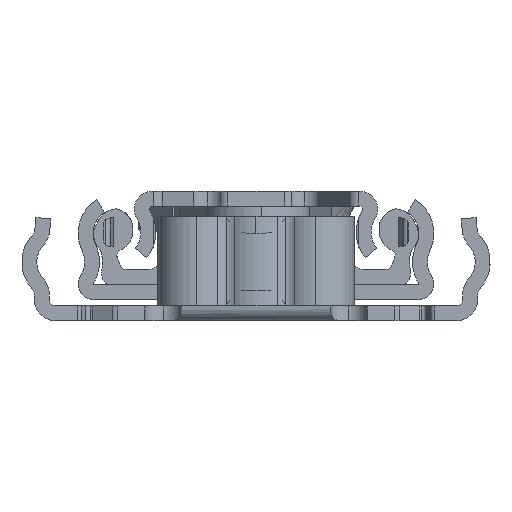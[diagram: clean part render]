
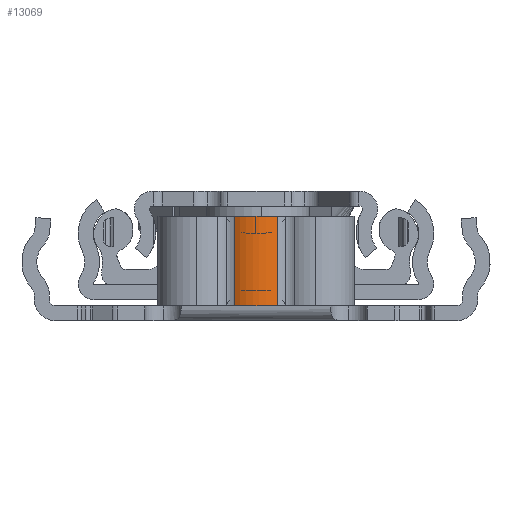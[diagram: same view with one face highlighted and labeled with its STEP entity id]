
A CAD part, left-side view. The second image highlights one B-rep face of the part: STEP entity #13069.
In plain terms, the highlighted cylindrical face has radius 4.1 mm (diameter 8.2 mm), a partial arc.
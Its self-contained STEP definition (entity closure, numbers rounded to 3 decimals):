
#923 = LINE ( 'NONE', #7411, #13124 ) ;
#1426 = CARTESIAN_POINT ( 'NONE',  ( 600.362, 0., 176.208 ) ) ;
#1950 = CARTESIAN_POINT ( 'NONE',  ( 602.52, 9., 179.694 ) ) ;
#2525 = ORIENTED_EDGE ( 'NONE', *, *, #12830, .F. ) ;
#2702 = CARTESIAN_POINT ( 'NONE',  ( 600.362, 9., 176.208 ) ) ;
#3030 = ORIENTED_EDGE ( 'NONE', *, *, #7862, .F. ) ;
#3513 = CARTESIAN_POINT ( 'NONE',  ( 598.204, 9., 179.694 ) ) ;
#4299 = VERTEX_POINT ( 'NONE', #3513 ) ;
#6489 = CYLINDRICAL_SURFACE ( 'NONE', #8898, 4.1 ) ;
#7411 = CARTESIAN_POINT ( 'NONE',  ( 602.52, 9., 179.694 ) ) ;
#7612 = DIRECTION ( 'NONE',  ( 0., 1., 0. ) ) ;
#7862 = EDGE_CURVE ( 'NONE', #4299, #14751, #15977, .T. ) ;
#8759 = AXIS2_PLACEMENT_3D ( 'NONE', #1426, #7612, #20028 ) ;
#8898 = AXIS2_PLACEMENT_3D ( 'NONE', #9541, #14519, #17378 ) ;
#9541 = CARTESIAN_POINT ( 'NONE',  ( 600.362, 9., 176.208 ) ) ;
#10201 = ORIENTED_EDGE ( 'NONE', *, *, #17949, .T. ) ;
#11458 = VERTEX_POINT ( 'NONE', #14917 ) ;
#11679 = DIRECTION ( 'NONE',  ( 0., -1., 0. ) ) ;
#11995 = DIRECTION ( 'NONE',  ( 0., -1., 0. ) ) ;
#12585 = FACE_OUTER_BOUND ( 'NONE', #16996, .T. ) ;
#12830 = EDGE_CURVE ( 'NONE', #14751, #11458, #923, .T. ) ;
#13069 = ADVANCED_FACE ( 'NONE', ( #12585 ), #6489, .T. ) ;
#13124 = VECTOR ( 'NONE', #11995, 1000. ) ;
#13566 = DIRECTION ( 'NONE',  ( 0., 0., 1. ) ) ;
#13680 = DIRECTION ( 'NONE',  ( 0., 1., 0. ) ) ;
#13777 = CARTESIAN_POINT ( 'NONE',  ( 598.204, 0., 179.694 ) ) ;
#14519 = DIRECTION ( 'NONE',  ( 0., -1., 0. ) ) ;
#14751 = VERTEX_POINT ( 'NONE', #1950 ) ;
#14917 = CARTESIAN_POINT ( 'NONE',  ( 602.52, 0., 179.694 ) ) ;
#15227 = VECTOR ( 'NONE', #11679, 1000. ) ;
#15649 = AXIS2_PLACEMENT_3D ( 'NONE', #2702, #13680, #13566 ) ;
#15977 = CIRCLE ( 'NONE', #15649, 4.1 ) ;
#16156 = CARTESIAN_POINT ( 'NONE',  ( 598.204, 9., 179.694 ) ) ;
#16457 = EDGE_CURVE ( 'NONE', #4299, #16978, #17782, .T. ) ;
#16978 = VERTEX_POINT ( 'NONE', #13777 ) ;
#16996 = EDGE_LOOP ( 'NONE', ( #10201, #2525, #3030, #17544 ) ) ;
#17378 = DIRECTION ( 'NONE',  ( 0., 0., -1. ) ) ;
#17544 = ORIENTED_EDGE ( 'NONE', *, *, #16457, .T. ) ;
#17782 = LINE ( 'NONE', #16156, #15227 ) ;
#17949 = EDGE_CURVE ( 'NONE', #16978, #11458, #19819, .T. ) ;
#19819 = CIRCLE ( 'NONE', #8759, 4.1 ) ;
#20028 = DIRECTION ( 'NONE',  ( 0., 0., 1. ) ) ;
